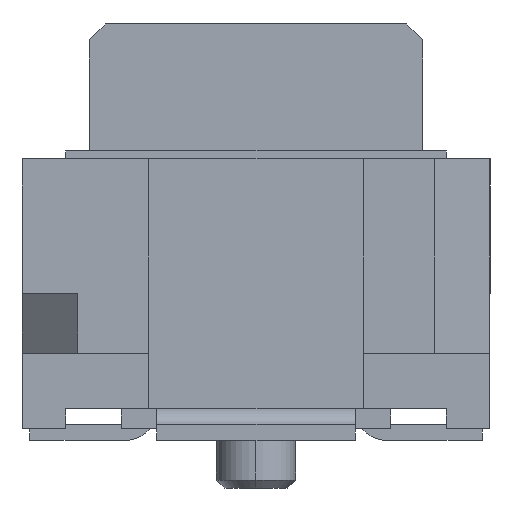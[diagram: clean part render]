
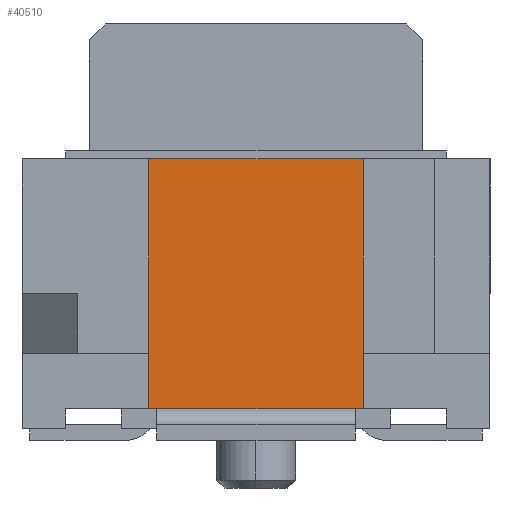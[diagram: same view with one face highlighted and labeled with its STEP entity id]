
A CAD part, front view. The second image highlights one B-rep face of the part: STEP entity #40510.
In plain terms, the highlighted planar face has unit normal (0, -1, 0).
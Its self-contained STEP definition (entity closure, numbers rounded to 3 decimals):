
#13010=CARTESIAN_POINT('',(-0.009,-26.91,-1.342
));
#13020=VERTEX_POINT('',#13010);
#13050=CARTESIAN_POINT('',(-0.009,-26.91,
0.));
#13060=DIRECTION('',(0.,0.,-1.));
#13070=VECTOR('',#13060,1.);
#13080=LINE('',#13050,#13070);
#13090=CARTESIAN_POINT('',(-0.009,-26.91,1.808)
);
#13100=VERTEX_POINT('',#13090);
#13110=EDGE_CURVE('',#13100,#13020,#13080,.T.);
#23330=CARTESIAN_POINT('',(0.,-26.91,1.808)
);
#23340=DIRECTION('',(-1.,0.,0.));
#23350=VECTOR('',#23340,1.);
#23360=LINE('',#23330,#23350);
#23370=CARTESIAN_POINT('',(-2.709,-26.91,1.808));
#23380=VERTEX_POINT('',#23370);
#23390=EDGE_CURVE('',#13100,#23380,#23360,.T.);
#26120=CARTESIAN_POINT('',(-2.709,-26.91,
0.));
#26130=DIRECTION('',(0.,0.,1.));
#26140=VECTOR('',#26130,1.);
#26150=LINE('',#26120,#26140);
#26160=CARTESIAN_POINT('',(-2.709,-26.91,-1.342));
#26170=VERTEX_POINT('',#26160);
#26180=EDGE_CURVE('',#26170,#23380,#26150,.T.);
#40350=CARTESIAN_POINT('',(-0.009,-26.91,-1.002
));
#40360=DIRECTION('',(-0.,1.,0.));
#40370=DIRECTION('',(1.,0.,0.));
#40380=AXIS2_PLACEMENT_3D('',#40350,#40360,#40370);
#40390=PLANE('',#40380);
#40400=ORIENTED_EDGE('',*,*,#23390,.T.);
#40410=ORIENTED_EDGE('',*,*,#13110,.F.);
#40420=CARTESIAN_POINT('',(0.,-26.91,-1.342
));
#40430=DIRECTION('',(-1.,0.,0.));
#40440=VECTOR('',#40430,1.);
#40450=LINE('',#40420,#40440);
#40460=EDGE_CURVE('',#13020,#26170,#40450,.T.);
#40470=ORIENTED_EDGE('',*,*,#40460,.F.);
#40480=ORIENTED_EDGE('',*,*,#26180,.F.);
#40490=EDGE_LOOP('',(#40480,#40470,#40410,#40400));
#40500=FACE_OUTER_BOUND('',#40490,.T.);
#40510=ADVANCED_FACE('',(#40500),#40390,.F.);
